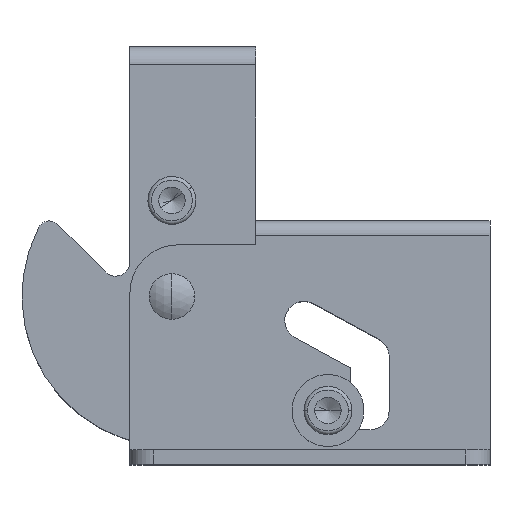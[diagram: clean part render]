
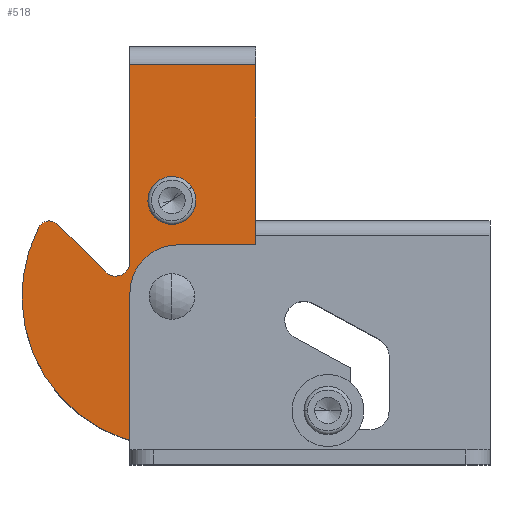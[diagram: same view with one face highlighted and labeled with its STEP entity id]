
A CAD part, top view. The second image highlights one B-rep face of the part: STEP entity #518.
In plain terms, the highlighted planar face has unit normal (0, 0, 1).
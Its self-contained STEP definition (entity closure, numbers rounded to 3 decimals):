
#172 = CIRCLE ( 'NONE', #4215, 1.55 ) ;
#173 = CIRCLE ( 'NONE', #4216, 1.8 ) ;
#174 = CIRCLE ( 'NONE', #4217, 7. ) ;
#175 = CIRCLE ( 'NONE', #4224, 1.2 ) ;
#176 = CIRCLE ( 'NONE', #4220, 1. ) ;
#177 = CIRCLE ( 'NONE', #4221, 12.5 ) ;
#178 = CIRCLE ( 'NONE', #4226, 1. ) ;
#388 = EDGE_CURVE ( 'NONE', #1062, #1063, #5181, .T. ) ;
#396 = EDGE_CURVE ( 'NONE', #1070, #1071, #5185, .T. ) ;
#428 = EDGE_CURVE ( 'NONE', #1071, #1070, #172, .T. ) ;
#429 = EDGE_CURVE ( 'NONE', #1063, #1062, #173, .T. ) ;
#430 = EDGE_CURVE ( 'NONE', #1425, #1426, #174, .T. ) ;
#431 = EDGE_CURVE ( 'NONE', #1424, #1425, #2209, .T. ) ;
#432 = EDGE_CURVE ( 'NONE', #1427, #1426, #2212, .T. ) ;
#433 = EDGE_CURVE ( 'NONE', #1428, #1427, #2215, .T. ) ;
#434 = EDGE_CURVE ( 'NONE', #1428, #1429, #2218, .T. ) ;
#435 = EDGE_CURVE ( 'NONE', #1429, #1430, #175, .T. ) ;
#436 = EDGE_CURVE ( 'NONE', #1430, #1431, #2224, .T. ) ;
#437 = EDGE_CURVE ( 'NONE', #1431, #1432, #176, .T. ) ;
#438 = EDGE_CURVE ( 'NONE', #1432, #1433, #177, .T. ) ;
#439 = EDGE_CURVE ( 'NONE', #1433, #1424, #178, .T. ) ;
#518 = ADVANCED_FACE ( 'NONE', ( #4320, #4319, #4325 ), #2472, .T. ) ;
#939 = EDGE_LOOP ( 'NONE', ( #1197, #1199 ) ) ;
#940 = EDGE_LOOP ( 'NONE', ( #1196, #1200 ) ) ;
#941 = EDGE_LOOP ( 'NONE', ( #1198, #1202, #1201, #1203, #1204, #1205, #1206, #1207, #1208, #1209 ) ) ;
#1062 = VERTEX_POINT ( 'NONE', #2899 ) ;
#1063 = VERTEX_POINT ( 'NONE', #2900 ) ;
#1070 = VERTEX_POINT ( 'NONE', #2907 ) ;
#1071 = VERTEX_POINT ( 'NONE', #2908 ) ;
#1196 = ORIENTED_EDGE ( 'NONE', *, *, #429, .F. ) ;
#1197 = ORIENTED_EDGE ( 'NONE', *, *, #428, .F. ) ;
#1198 = ORIENTED_EDGE ( 'NONE', *, *, #431, .T. ) ;
#1199 = ORIENTED_EDGE ( 'NONE', *, *, #396, .F. ) ;
#1200 = ORIENTED_EDGE ( 'NONE', *, *, #388, .F. ) ;
#1201 = ORIENTED_EDGE ( 'NONE', *, *, #432, .F. ) ;
#1202 = ORIENTED_EDGE ( 'NONE', *, *, #430, .T. ) ;
#1203 = ORIENTED_EDGE ( 'NONE', *, *, #433, .F. ) ;
#1204 = ORIENTED_EDGE ( 'NONE', *, *, #434, .T. ) ;
#1205 = ORIENTED_EDGE ( 'NONE', *, *, #435, .T. ) ;
#1206 = ORIENTED_EDGE ( 'NONE', *, *, #436, .T. ) ;
#1207 = ORIENTED_EDGE ( 'NONE', *, *, #437, .T. ) ;
#1208 = ORIENTED_EDGE ( 'NONE', *, *, #438, .T. ) ;
#1209 = ORIENTED_EDGE ( 'NONE', *, *, #439, .T. ) ;
#1424 = VERTEX_POINT ( 'NONE', #2936 ) ;
#1425 = VERTEX_POINT ( 'NONE', #2937 ) ;
#1426 = VERTEX_POINT ( 'NONE', #2938 ) ;
#1427 = VERTEX_POINT ( 'NONE', #2939 ) ;
#1428 = VERTEX_POINT ( 'NONE', #2940 ) ;
#1429 = VERTEX_POINT ( 'NONE', #2941 ) ;
#1430 = VERTEX_POINT ( 'NONE', #2942 ) ;
#1431 = VERTEX_POINT ( 'NONE', #2943 ) ;
#1432 = VERTEX_POINT ( 'NONE', #2944 ) ;
#1433 = VERTEX_POINT ( 'NONE', #2945 ) ;
#2079 = CARTESIAN_POINT ( 'NONE',  ( 0., 0., 7.8 ) ) ;
#2080 = DIRECTION ( 'NONE',  ( 0., 0., 1. ) ) ;
#2081 = DIRECTION ( 'NONE',  ( 1., 0., 0. ) ) ;
#2103 = CARTESIAN_POINT ( 'NONE',  ( 0., 8., 7.8 ) ) ;
#2104 = DIRECTION ( 'NONE',  ( 0., 0., 1. ) ) ;
#2105 = DIRECTION ( 'NONE',  ( 1., 0., 0. ) ) ;
#2196 = CARTESIAN_POINT ( 'NONE',  ( 0., 8., 7.8 ) ) ;
#2200 = DIRECTION ( 'NONE',  ( 0., 0., 1. ) ) ;
#2201 = DIRECTION ( 'NONE',  ( 1., 0., 0. ) ) ;
#2202 = CARTESIAN_POINT ( 'NONE',  ( 0., 0., 7.8 ) ) ;
#2203 = DIRECTION ( 'NONE',  ( 0., 0., 1. ) ) ;
#2204 = DIRECTION ( 'NONE',  ( 1., 0., 0. ) ) ;
#2205 = CARTESIAN_POINT ( 'NONE',  ( 0., 0., 7.8 ) ) ;
#2206 = DIRECTION ( 'NONE',  ( 0., 0., 1. ) ) ;
#2207 = DIRECTION ( 'NONE',  ( 1., 0., 0. ) ) ;
#2208 = CARTESIAN_POINT ( 'NONE',  ( -4.7, 2.897, 7.8 ) ) ;
#2209 = LINE ( 'NONE', #2210, #4222 ) ;
#2210 = CARTESIAN_POINT ( 'NONE',  ( 9.024, 5.43, 7.8 ) ) ;
#2211 = DIRECTION ( 'NONE',  ( 0.5, 0.866, 0. ) ) ;
#2212 = LINE ( 'NONE', #2213, #4223 ) ;
#2213 = CARTESIAN_POINT ( 'NONE',  ( 7., 19.3, 7.8 ) ) ;
#2214 = DIRECTION ( 'NONE',  ( 0., -1., 0. ) ) ;
#2215 = LINE ( 'NONE', #2216, #4225 ) ;
#2216 = CARTESIAN_POINT ( 'NONE',  ( -15., 19.3, 7.8 ) ) ;
#2217 = DIRECTION ( 'NONE',  ( 1., 0., 0. ) ) ;
#2218 = LINE ( 'NONE', #2219, #4227 ) ;
#2219 = CARTESIAN_POINT ( 'NONE',  ( -3.5, 19.3, 7.8 ) ) ;
#2220 = DIRECTION ( 'NONE',  ( 0., -1., 0. ) ) ;
#2221 = DIRECTION ( 'NONE',  ( 0., 0., -1. ) ) ;
#2222 = DIRECTION ( 'NONE',  ( 1., 0., 0. ) ) ;
#2223 = CARTESIAN_POINT ( 'NONE',  ( -10.209, 5.295, 7.8 ) ) ;
#2224 = LINE ( 'NONE', #2225, #4229 ) ;
#2225 = CARTESIAN_POINT ( 'NONE',  ( -18.9, 15.4, 7.8 ) ) ;
#2226 = DIRECTION ( 'NONE',  ( -0.707, 0.707, 0. ) ) ;
#2227 = DIRECTION ( 'NONE',  ( 0., 0., 1. ) ) ;
#2228 = DIRECTION ( 'NONE',  ( 1., 0., 0. ) ) ;
#2229 = CARTESIAN_POINT ( 'NONE',  ( 0., 0., 7.8 ) ) ;
#2230 = DIRECTION ( 'NONE',  ( 0., 0., 1. ) ) ;
#2231 = DIRECTION ( 'NONE',  ( 1., 0., 0. ) ) ;
#2232 = CARTESIAN_POINT ( 'NONE',  ( -1.821, -11.355, 7.8 ) ) ;
#2233 = DIRECTION ( 'NONE',  ( 0., 0., 1. ) ) ;
#2234 = DIRECTION ( 'NONE',  ( 1., 0., 0. ) ) ;
#2472 = PLANE ( 'NONE',  #4327 ) ;
#2473 = CARTESIAN_POINT ( 'NONE',  ( -15., 19.3, 7.8 ) ) ;
#2474 = DIRECTION ( 'NONE',  ( 0., 0., 1. ) ) ;
#2475 = DIRECTION ( 'NONE',  ( 1., 0., 0. ) ) ;
#2899 = CARTESIAN_POINT ( 'NONE',  ( -1.8, 0., 7.8 ) ) ;
#2900 = CARTESIAN_POINT ( 'NONE',  ( 1.8, 0., 7.8 ) ) ;
#2907 = CARTESIAN_POINT ( 'NONE',  ( -1.55, 8., 7.8 ) ) ;
#2908 = CARTESIAN_POINT ( 'NONE',  ( 1.55, 8., 7.8 ) ) ;
#2936 = CARTESIAN_POINT ( 'NONE',  ( -0.955, -11.855, 7.8 ) ) ;
#2937 = CARTESIAN_POINT ( 'NONE',  ( 2.019, -6.702, 7.8 ) ) ;
#2938 = CARTESIAN_POINT ( 'NONE',  ( 7., 0., 7.8 ) ) ;
#2939 = CARTESIAN_POINT ( 'NONE',  ( 7., 19.3, 7.8 ) ) ;
#2940 = CARTESIAN_POINT ( 'NONE',  ( -3.5, 19.3, 7.8 ) ) ;
#2941 = CARTESIAN_POINT ( 'NONE',  ( -3.5, 2.897, 7.8 ) ) ;
#2942 = CARTESIAN_POINT ( 'NONE',  ( -5.549, 2.049, 7.8 ) ) ;
#2943 = CARTESIAN_POINT ( 'NONE',  ( -9.502, 6.002, 7.8 ) ) ;
#2944 = CARTESIAN_POINT ( 'NONE',  ( -11.096, 5.755, 7.8 ) ) ;
#2945 = CARTESIAN_POINT ( 'NONE',  ( -1.98, -12.342, 7.8 ) ) ;
#4176 = AXIS2_PLACEMENT_3D ( 'NONE', #2079, #2080, #2081 ) ;
#4186 = AXIS2_PLACEMENT_3D ( 'NONE', #2103, #2104, #2105 ) ;
#4215 = AXIS2_PLACEMENT_3D ( 'NONE', #2196, #2200, #2201 ) ;
#4216 = AXIS2_PLACEMENT_3D ( 'NONE', #2202, #2203, #2204 ) ;
#4217 = AXIS2_PLACEMENT_3D ( 'NONE', #2205, #2206, #2207 ) ;
#4220 = AXIS2_PLACEMENT_3D ( 'NONE', #2223, #2227, #2228 ) ;
#4221 = AXIS2_PLACEMENT_3D ( 'NONE', #2229, #2230, #2231 ) ;
#4222 = VECTOR ( 'NONE', #2211, 1000. ) ;
#4223 = VECTOR ( 'NONE', #2214, 1000. ) ;
#4224 = AXIS2_PLACEMENT_3D ( 'NONE', #2208, #2221, #2222 ) ;
#4225 = VECTOR ( 'NONE', #2217, 1000. ) ;
#4226 = AXIS2_PLACEMENT_3D ( 'NONE', #2232, #2233, #2234 ) ;
#4227 = VECTOR ( 'NONE', #2220, 1000. ) ;
#4229 = VECTOR ( 'NONE', #2226, 1000. ) ;
#4319 = FACE_BOUND ( 'NONE', #940, .T. ) ;
#4320 = FACE_BOUND ( 'NONE', #939, .T. ) ;
#4325 = FACE_OUTER_BOUND ( 'NONE', #941, .T. ) ;
#4327 = AXIS2_PLACEMENT_3D ( 'NONE', #2473, #2474, #2475 ) ;
#5181 = CIRCLE ( 'NONE', #4176, 1.8 ) ;
#5185 = CIRCLE ( 'NONE', #4186, 1.55 ) ;
